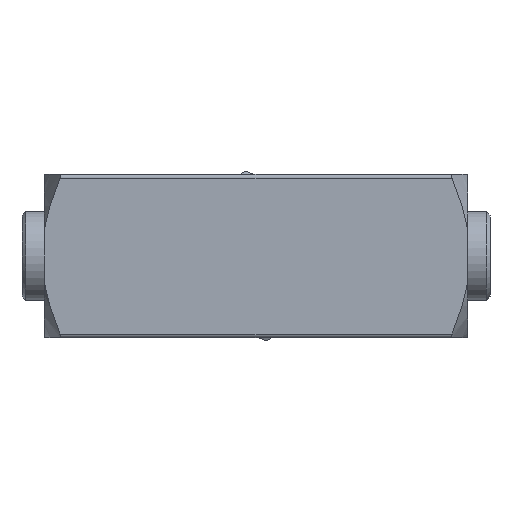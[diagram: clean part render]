
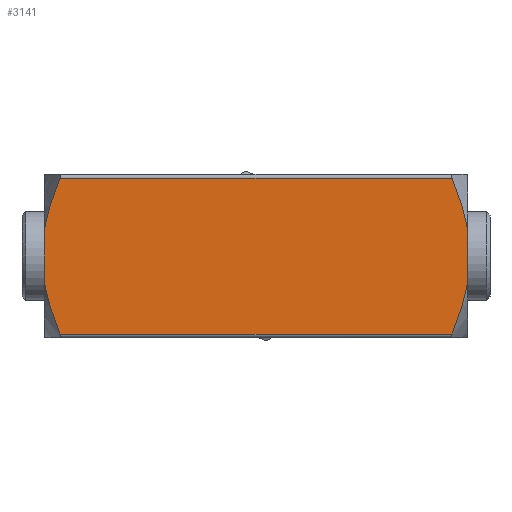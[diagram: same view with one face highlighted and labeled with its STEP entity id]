
A CAD part, front view. The second image highlights one B-rep face of the part: STEP entity #3141.
In plain terms, the highlighted planar face has unit normal (0, -1, 0).
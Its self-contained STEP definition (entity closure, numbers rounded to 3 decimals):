
#37=(
BOUNDED_CURVE()
B_SPLINE_CURVE(2,(#4276,#4277,#4278),.UNSPECIFIED.,.F.,.F.)
B_SPLINE_CURVE_WITH_KNOTS((3,3),(0.,0.737),.UNSPECIFIED.)
CURVE()
GEOMETRIC_REPRESENTATION_ITEM()
RATIONAL_B_SPLINE_CURVE((1.,1.038,1.004))
REPRESENTATION_ITEM('')
);
#39=(
BOUNDED_CURVE()
B_SPLINE_CURVE(2,(#4286,#4287,#4288),.UNSPECIFIED.,.F.,.F.)
B_SPLINE_CURVE_WITH_KNOTS((3,3),(0.045,0.782),
 .UNSPECIFIED.)
CURVE()
GEOMETRIC_REPRESENTATION_ITEM()
RATIONAL_B_SPLINE_CURVE((1.004,1.038,1.))
REPRESENTATION_ITEM('')
);
#40=(
BOUNDED_CURVE()
B_SPLINE_CURVE(2,(#4292,#4293,#4294),.UNSPECIFIED.,.F.,.F.)
B_SPLINE_CURVE_WITH_KNOTS((3,3),(0.,0.737),.UNSPECIFIED.)
CURVE()
GEOMETRIC_REPRESENTATION_ITEM()
RATIONAL_B_SPLINE_CURVE((1.,1.038,1.004))
REPRESENTATION_ITEM('')
);
#41=(
BOUNDED_CURVE()
B_SPLINE_CURVE(2,(#4298,#4299,#4300),.UNSPECIFIED.,.F.,.F.)
B_SPLINE_CURVE_WITH_KNOTS((3,3),(0.045,0.782),
 .UNSPECIFIED.)
CURVE()
GEOMETRIC_REPRESENTATION_ITEM()
RATIONAL_B_SPLINE_CURVE((1.004,1.038,1.))
REPRESENTATION_ITEM('')
);
#191=PLANE('',#3347);
#300=LINE('',#4273,#582);
#301=LINE('',#4290,#583);
#302=LINE('',#4296,#584);
#303=LINE('',#4301,#585);
#582=VECTOR('',#3563,10.);
#583=VECTOR('',#3570,10.);
#584=VECTOR('',#3571,10.);
#585=VECTOR('',#3572,10.);
#896=FACE_OUTER_BOUND('',#1073,.T.);
#1073=EDGE_LOOP('',(#2082,#2083,#2084,#2085,#2086,#2087,#2088,#2089));
#1322=VERTEX_POINT('',#4248);
#1325=VERTEX_POINT('',#4262);
#1326=VERTEX_POINT('',#4275);
#1328=VERTEX_POINT('',#4285);
#1329=VERTEX_POINT('',#4289);
#1330=VERTEX_POINT('',#4291);
#1331=VERTEX_POINT('',#4295);
#1332=VERTEX_POINT('',#4297);
#1624=EDGE_CURVE('',#1325,#1322,#300,.T.);
#1625=EDGE_CURVE('',#1326,#1322,#37,.T.);
#1628=EDGE_CURVE('',#1325,#1328,#39,.T.);
#1629=EDGE_CURVE('',#1328,#1329,#301,.T.);
#1630=EDGE_CURVE('',#1329,#1330,#40,.T.);
#1631=EDGE_CURVE('',#1331,#1330,#302,.T.);
#1632=EDGE_CURVE('',#1331,#1332,#41,.T.);
#1633=EDGE_CURVE('',#1326,#1332,#303,.T.);
#2082=ORIENTED_EDGE('',*,*,#1624,.F.);
#2083=ORIENTED_EDGE('',*,*,#1628,.T.);
#2084=ORIENTED_EDGE('',*,*,#1629,.T.);
#2085=ORIENTED_EDGE('',*,*,#1630,.T.);
#2086=ORIENTED_EDGE('',*,*,#1631,.F.);
#2087=ORIENTED_EDGE('',*,*,#1632,.T.);
#2088=ORIENTED_EDGE('',*,*,#1633,.F.);
#2089=ORIENTED_EDGE('',*,*,#1625,.T.);
#3141=ADVANCED_FACE('',(#896),#191,.T.);
#3347=AXIS2_PLACEMENT_3D('',#4284,#3568,#3569);
#3563=DIRECTION('',(1.,0.,0.));
#3568=DIRECTION('center_axis',(0.,-1.,0.));
#3569=DIRECTION('ref_axis',(0.,0.,-1.));
#3570=DIRECTION('',(0.,0.,-1.));
#3571=DIRECTION('',(-1.,0.,0.));
#3572=DIRECTION('',(0.,0.,-1.));
#4248=CARTESIAN_POINT('',(54.892,-11.,10.5));
#4262=CARTESIAN_POINT('',(2.108,-11.,10.5));
#4273=CARTESIAN_POINT('',(0.,-11.,10.5));
#4275=CARTESIAN_POINT('',(57.,-11.,3.542));
#4276=CARTESIAN_POINT('Ctrl Pts',(57.,-11.,3.542));
#4277=CARTESIAN_POINT('Ctrl Pts',(56.468,-11.,6.547));
#4278=CARTESIAN_POINT('Ctrl Pts',(54.892,-11.,10.5));
#4284=CARTESIAN_POINT('Origin',(0.,-11.,11.));
#4285=CARTESIAN_POINT('',(0.,-11.,3.542));
#4286=CARTESIAN_POINT('Ctrl Pts',(2.108,-11.,10.5));
#4287=CARTESIAN_POINT('Ctrl Pts',(0.532,-11.,6.547));
#4288=CARTESIAN_POINT('Ctrl Pts',(0.,-11.,3.542));
#4289=CARTESIAN_POINT('',(0.,-11.,-3.542));
#4290=CARTESIAN_POINT('',(0.,-11.,11.));
#4291=CARTESIAN_POINT('',(2.108,-11.,-10.5));
#4292=CARTESIAN_POINT('Ctrl Pts',(0.,-11.,-3.542));
#4293=CARTESIAN_POINT('Ctrl Pts',(0.532,-11.,-6.547));
#4294=CARTESIAN_POINT('Ctrl Pts',(2.108,-11.,-10.5));
#4295=CARTESIAN_POINT('',(54.892,-11.,-10.5));
#4296=CARTESIAN_POINT('',(0.,-11.,-10.5));
#4297=CARTESIAN_POINT('',(57.,-11.,-3.542));
#4298=CARTESIAN_POINT('Ctrl Pts',(54.892,-11.,-10.5));
#4299=CARTESIAN_POINT('Ctrl Pts',(56.468,-11.,-6.547));
#4300=CARTESIAN_POINT('Ctrl Pts',(57.,-11.,-3.542));
#4301=CARTESIAN_POINT('',(57.,-11.,11.));
